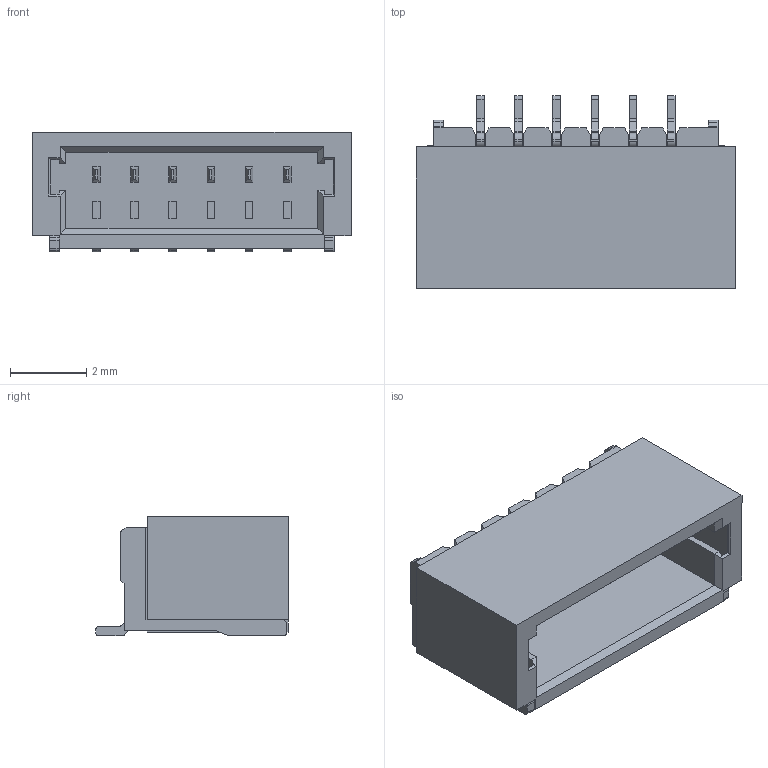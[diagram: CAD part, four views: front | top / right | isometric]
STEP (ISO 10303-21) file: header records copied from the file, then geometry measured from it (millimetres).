
FILE_DESCRIPTION (( 'STEP AP214' ), '1' );
FILE_NAME ('CONN-SMD_6P-P1.00_MEGASTAR_ZX-SH1.0-6PWT.STEP', '2023-06-20T08:36:34', ( 'PC' ), ( 'Microsoft' ), 'SwSTEP 2.0', 'SolidWorks 2020', '' );
FILE_SCHEMA (( 'AUTOMOTIVE_DESIGN' ));
Length unit declared in the file: millimetre
Products named in the file (1): CONN-SMD_6P-P1.00_MEGASTAR_ZX-SH1.0-6PWT
Bounding box: 8.36 x 5.05 x 3.14 mm (x, y, z)
Volume: 60.4 mm3; surface area: 266.6 mm2
Topology: 1 solids, 1 shells, 546 faces, 1487 edges, 978 vertices
Faces by surface type: plane 388, bspline 98, cylinder 60
Entity records: 23579 total; most frequent: CARTESIAN_POINT 4318, ORIENTED_EDGE 2974, DIRECTION 2307, EDGE_CURVE 1487, LINE 1165, VECTOR 1165, VERTEX_POINT 978, EDGE_LOOP 589
